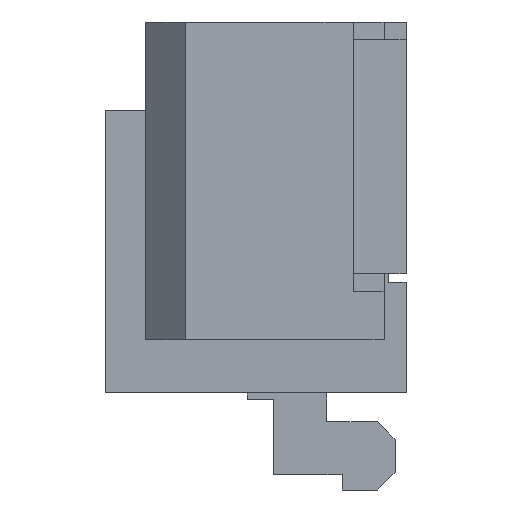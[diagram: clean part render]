
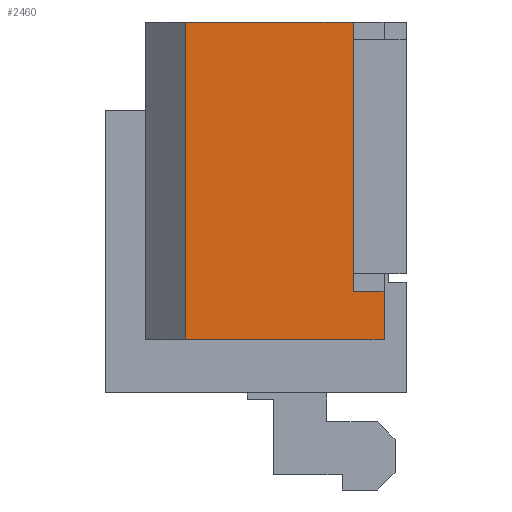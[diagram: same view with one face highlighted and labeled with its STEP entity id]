
A CAD part, left-side view. The second image highlights one B-rep face of the part: STEP entity #2460.
In plain terms, the highlighted planar face has unit normal (-1, 0, 0).
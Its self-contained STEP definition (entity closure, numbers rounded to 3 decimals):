
#126=FACE_OUTER_BOUND('',#261,.T.);
#261=EDGE_LOOP('',(#2058,#2059,#2060,#2061,#2062,#2063));
#570=LINE('',#3826,#909);
#582=LINE('',#3849,#921);
#584=LINE('',#3854,#923);
#587=LINE('',#3859,#926);
#588=LINE('',#3862,#927);
#589=LINE('',#3863,#928);
#909=VECTOR('',#3108,1.9);
#921=VECTOR('',#3128,0.55);
#923=VECTOR('',#3132,2.25);
#926=VECTOR('',#3139,3.6);
#927=VECTOR('',#3142,0.35);
#928=VECTOR('',#3143,3.05);
#1171=VERTEX_POINT('',#3823);
#1172=VERTEX_POINT('',#3825);
#1177=VERTEX_POINT('',#3843);
#1179=VERTEX_POINT('',#3847);
#1181=VERTEX_POINT('',#3853);
#1182=VERTEX_POINT('',#3861);
#1480=EDGE_CURVE('',#1172,#1171,#570,.T.);
#1492=EDGE_CURVE('',#1177,#1179,#582,.T.);
#1494=EDGE_CURVE('',#1177,#1181,#584,.T.);
#1497=EDGE_CURVE('',#1171,#1181,#587,.T.);
#1498=EDGE_CURVE('',#1179,#1182,#588,.T.);
#1499=EDGE_CURVE('',#1182,#1172,#589,.T.);
#2058=ORIENTED_EDGE('',*,*,#1497,.T.);
#2059=ORIENTED_EDGE('',*,*,#1494,.F.);
#2060=ORIENTED_EDGE('',*,*,#1492,.T.);
#2061=ORIENTED_EDGE('',*,*,#1498,.T.);
#2062=ORIENTED_EDGE('',*,*,#1499,.T.);
#2063=ORIENTED_EDGE('',*,*,#1480,.T.);
#2329=PLANE('',#2619);
#2460=ADVANCED_FACE('',(#126),#2329,.F.);
#2619=AXIS2_PLACEMENT_3D('',#3860,#3140,#3141);
#3108=DIRECTION('',(0.,1.,0.));
#3128=DIRECTION('',(0.,0.,1.));
#3132=DIRECTION('',(0.,1.,0.));
#3139=DIRECTION('',(0.,0.,-1.));
#3140=DIRECTION('center_axis',(1.,0.,0.));
#3141=DIRECTION('ref_axis',(0.,0.,-1.));
#3142=DIRECTION('',(0.,1.,0.));
#3143=DIRECTION('',(0.,0.,1.));
#3823=CARTESIAN_POINT('',(-9.875,2.5,3.05));
#3825=CARTESIAN_POINT('',(-9.875,0.6,3.05));
#3826=CARTESIAN_POINT('',(-9.875,0.6,3.05));
#3843=CARTESIAN_POINT('',(-9.875,0.25,-0.55));
#3847=CARTESIAN_POINT('',(-9.875,0.25,0.));
#3849=CARTESIAN_POINT('',(-9.875,0.25,-0.55));
#3853=CARTESIAN_POINT('',(-9.875,2.5,-0.55));
#3854=CARTESIAN_POINT('',(-9.875,0.25,-0.55));
#3859=CARTESIAN_POINT('',(-9.875,2.5,3.05));
#3860=CARTESIAN_POINT('Origin',(-9.875,3.4,3.05));
#3861=CARTESIAN_POINT('',(-9.875,0.6,0.));
#3862=CARTESIAN_POINT('',(-9.875,0.25,0.));
#3863=CARTESIAN_POINT('',(-9.875,0.6,0.));
